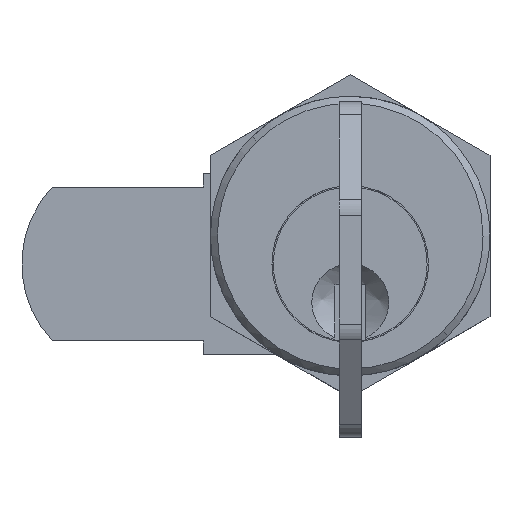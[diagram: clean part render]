
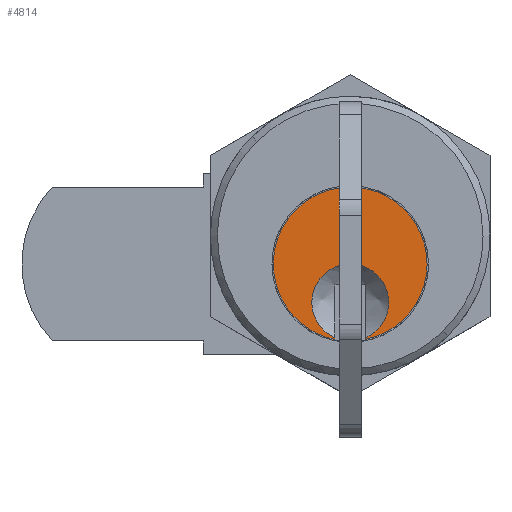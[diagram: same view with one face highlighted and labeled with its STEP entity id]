
A CAD part, front view. The second image highlights one B-rep face of the part: STEP entity #4814.
In plain terms, the highlighted free-form (B-spline) face has degree [1, 1] with [2, 2] control points.
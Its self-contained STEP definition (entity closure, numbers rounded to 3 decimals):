
#4324=CARTESIAN_POINT('',(0.0,-1.1,-7.27));
#4325=VERTEX_POINT('',#4324);
#4326=CARTESIAN_POINT('',(0.0,-0.6,-2.066));
#4327=VERTEX_POINT('',#4326);
#4328=CARTESIAN_POINT('',(0.0,-1.1,-7.27));
#4329=CARTESIAN_POINT('',(0.0,-1.364,-7.156));
#4330=CARTESIAN_POINT('',(0.0,-1.808,-6.871));
#4331=CARTESIAN_POINT('',(0.0,-2.333,-6.271));
#4332=CARTESIAN_POINT('',(0.0,-2.621,-5.663));
#4333=CARTESIAN_POINT('',(0.0,-2.741,-5.098));
#4334=CARTESIAN_POINT('',(0.0,-2.762,-4.594));
#4335=CARTESIAN_POINT('',(0.0,-2.689,-4.093));
#4336=CARTESIAN_POINT('',(0.0,-2.496,-3.549));
#4337=CARTESIAN_POINT('',(0.0,-2.223,-3.1));
#4338=CARTESIAN_POINT('',(0.0,-1.796,-2.635));
#4339=CARTESIAN_POINT('',(0.0,-1.272,-2.275));
#4340=CARTESIAN_POINT('',(0.0,-0.811,-2.113));
#4341=CARTESIAN_POINT('',(0.0,-0.6,-2.066));
#4342=B_SPLINE_CURVE_WITH_KNOTS('',3,(#4328,#4329,#4330,#4331,#4332,#4333,#4334,#4335,#4336,#4337,#4338,#4339,#4340,#4341),.UNSPECIFIED.,.F.,.U.,(4,1,1,1,1,1,1,1,1,1,1,4),(0.,0.863,1.564,2.373,2.858,3.29,3.883,4.368,5.015,5.447,6.256,6.903),.UNSPECIFIED.);
#4343=EDGE_CURVE('',#4325,#4327,#4342,.T.);
#4403=CARTESIAN_POINT('',(0.0,0.6,-2.066));
#4404=VERTEX_POINT('',#4403);
#4405=CARTESIAN_POINT('',(0.0,1.1,-7.27));
#4406=VERTEX_POINT('',#4405);
#4407=CARTESIAN_POINT('',(0.0,0.6,-2.066));
#4408=CARTESIAN_POINT('',(0.0,0.846,-2.121));
#4409=CARTESIAN_POINT('',(0.0,1.22,-2.261));
#4410=CARTESIAN_POINT('',(0.0,1.72,-2.583));
#4411=CARTESIAN_POINT('',(0.0,2.087,-2.932));
#4412=CARTESIAN_POINT('',(0.0,2.431,-3.418));
#4413=CARTESIAN_POINT('',(0.0,2.67,-3.986));
#4414=CARTESIAN_POINT('',(0.0,2.765,-4.594));
#4415=CARTESIAN_POINT('',(0.0,2.734,-5.207));
#4416=CARTESIAN_POINT('',(0.0,2.59,-5.731));
#4417=CARTESIAN_POINT('',(0.0,2.319,-6.261));
#4418=CARTESIAN_POINT('',(0.0,1.882,-6.815));
#4419=CARTESIAN_POINT('',(0.0,1.413,-7.134));
#4420=CARTESIAN_POINT('',(0.0,1.1,-7.27));
#4421=B_SPLINE_CURVE_WITH_KNOTS('',3,(#4407,#4408,#4409,#4410,#4411,#4412,#4413,#4414,#4415,#4416,#4417,#4418,#4419,#4420),.UNSPECIFIED.,.F.,.U.,(4,1,1,1,1,1,1,1,1,1,1,4),(0.,0.755,1.186,1.78,2.265,2.966,3.613,4.099,4.8,5.231,5.878,6.903),.UNSPECIFIED.);
#4422=EDGE_CURVE('',#4404,#4406,#4421,.T.);
#4555=CARTESIAN_POINT('',(0.0,0.6,1.0));
#4556=VERTEX_POINT('',#4555);
#4557=CARTESIAN_POINT('',(0.0,0.6,1.0));
#4558=CARTESIAN_POINT('',(0.0,0.6,-2.066));
#4559=QUASI_UNIFORM_CURVE('',1,(#4557,#4558),.UNSPECIFIED.,.F.,.U.);
#4560=EDGE_CURVE('',#4556,#4404,#4559,.T.);
#4584=CARTESIAN_POINT('',(0.0,-0.6,1.0));
#4585=VERTEX_POINT('',#4584);
#4586=CARTESIAN_POINT('',(0.0,-0.6,1.0));
#4587=CARTESIAN_POINT('',(0.0,0.6,1.0));
#4588=QUASI_UNIFORM_CURVE('',1,(#4586,#4587),.UNSPECIFIED.,.F.,.U.);
#4589=EDGE_CURVE('',#4585,#4556,#4588,.T.);
#4620=CARTESIAN_POINT('',(0.0,-0.6,-2.066));
#4621=CARTESIAN_POINT('',(0.0,-0.6,1.0));
#4622=QUASI_UNIFORM_CURVE('',1,(#4620,#4621),.UNSPECIFIED.,.F.,.U.);
#4623=EDGE_CURVE('',#4327,#4585,#4622,.T.);
#4663=CARTESIAN_POINT('',(0.0,1.1,-7.389));
#4664=VERTEX_POINT('',#4663);
#4665=CARTESIAN_POINT('',(0.0,1.1,-7.27));
#4666=CARTESIAN_POINT('',(0.0,1.1,-7.389));
#4667=QUASI_UNIFORM_CURVE('',1,(#4665,#4666),.UNSPECIFIED.,.F.,.U.);
#4668=EDGE_CURVE('',#4406,#4664,#4667,.T.);
#4710=CARTESIAN_POINT('',(0.0,-1.1,-7.389));
#4711=VERTEX_POINT('',#4710);
#4712=CARTESIAN_POINT('',(0.0,-1.1,-7.389));
#4713=CARTESIAN_POINT('',(0.0,-1.1,-7.27));
#4714=QUASI_UNIFORM_CURVE('',1,(#4712,#4713),.UNSPECIFIED.,.F.,.U.);
#4715=EDGE_CURVE('',#4711,#4325,#4714,.T.);
#4754=CARTESIAN_POINT('',(0.0,6.049,4.044));
#4755=CARTESIAN_POINT('',(0.0,-6.049,4.044));
#4756=CARTESIAN_POINT('',(0.0,6.049,-7.933));
#4757=CARTESIAN_POINT('',(0.0,-6.049,-7.933));
#4758=B_SPLINE_SURFACE_WITH_KNOTS('',1,1,((#4754,#4756),(#4755,#4757)),.UNSPECIFIED.,.F.,.F.,.U.,(2,2),(2,2),(0.0,12.099),(0.0,11.977),.UNSPECIFIED.);
#4759=ORIENTED_EDGE('',*,*,#4343,.F.);
#4760=ORIENTED_EDGE('',*,*,#4715,.F.);
#4761=CARTESIAN_POINT('',(0.0,0.,3.5));
#4762=VERTEX_POINT('',#4761);
#4763=CARTESIAN_POINT('',(0.0,-1.1,-7.389));
#4764=CARTESIAN_POINT('',(0.0,-1.43,-7.322));
#4765=CARTESIAN_POINT('',(0.0,-2.058,-7.132));
#4766=CARTESIAN_POINT('',(0.0,-2.943,-6.681));
#4767=CARTESIAN_POINT('',(0.0,-3.684,-6.118));
#4768=CARTESIAN_POINT('',(0.0,-4.436,-5.319));
#4769=CARTESIAN_POINT('',(0.0,-4.979,-4.431));
#4770=CARTESIAN_POINT('',(0.0,-5.339,-3.416));
#4771=CARTESIAN_POINT('',(0.0,-5.499,-2.543));
#4772=CARTESIAN_POINT('',(0.0,-5.514,-1.487));
#4773=CARTESIAN_POINT('',(0.0,-5.321,-0.465));
#4774=CARTESIAN_POINT('',(0.0,-4.897,0.571));
#4775=CARTESIAN_POINT('',(0.0,-4.382,1.372));
#4776=CARTESIAN_POINT('',(0.0,-3.648,2.16));
#4777=CARTESIAN_POINT('',(0.0,-2.827,2.761));
#4778=CARTESIAN_POINT('',(0.0,-1.867,3.202));
#4779=CARTESIAN_POINT('',(0.0,-0.947,3.445));
#4780=CARTESIAN_POINT('',(0.0,-0.316,3.5));
#4781=CARTESIAN_POINT('',(0.0,0.,3.5));
#4782=B_SPLINE_CURVE_WITH_KNOTS('',3,(#4763,#4764,#4765,#4766,#4767,#4768,#4769,#4770,#4771,#4772,#4773,#4774,#4775,#4776,#4777,#4778,#4779,#4780,#4781),.UNSPECIFIED.,.F.,.U.,(4,1,1,1,1,1,1,1,1,1,1,1,1,1,1,1,4),(0.,1.011,1.958,2.969,3.79,5.243,6.064,7.012,7.896,9.223,10.107,11.244,12.065,13.329,14.276,15.224,16.171),.UNSPECIFIED.);
#4783=EDGE_CURVE('',#4711,#4762,#4782,.T.);
#4784=ORIENTED_EDGE('',*,*,#4783,.T.);
#4785=CARTESIAN_POINT('',(0.0,0.,3.5));
#4786=CARTESIAN_POINT('',(0.0,0.547,3.5));
#4787=CARTESIAN_POINT('',(0.0,1.305,3.386));
#4788=CARTESIAN_POINT('',(0.0,2.472,2.952));
#4789=CARTESIAN_POINT('',(0.0,3.325,2.434));
#4790=CARTESIAN_POINT('',(0.0,4.046,1.751));
#4791=CARTESIAN_POINT('',(0.0,4.586,1.076));
#4792=CARTESIAN_POINT('',(0.0,5.028,0.305));
#4793=CARTESIAN_POINT('',(0.0,5.348,-0.613));
#4794=CARTESIAN_POINT('',(0.0,5.488,-1.425));
#4795=CARTESIAN_POINT('',(0.0,5.519,-2.415));
#4796=CARTESIAN_POINT('',(0.0,5.356,-3.443));
#4797=CARTESIAN_POINT('',(0.0,4.954,-4.444));
#4798=CARTESIAN_POINT('',(0.0,4.474,-5.239));
#4799=CARTESIAN_POINT('',(0.0,3.818,-6.014));
#4800=CARTESIAN_POINT('',(0.0,2.964,-6.677));
#4801=CARTESIAN_POINT('',(0.0,2.017,-7.146));
#4802=CARTESIAN_POINT('',(0.0,1.409,-7.326));
#4803=CARTESIAN_POINT('',(0.0,1.1,-7.389));
#4804=B_SPLINE_CURVE_WITH_KNOTS('',3,(#4785,#4786,#4787,#4788,#4789,#4790,#4791,#4792,#4793,#4794,#4795,#4796,#4797,#4798,#4799,#4800,#4801,#4802,#4803),.UNSPECIFIED.,.F.,.U.,(4,1,1,1,1,1,1,1,1,1,1,1,1,1,1,1,4),(0.,1.642,2.274,3.727,4.611,5.243,6.317,7.264,8.149,8.781,10.233,11.244,12.002,13.013,14.276,15.224,16.171),.UNSPECIFIED.);
#4805=EDGE_CURVE('',#4762,#4664,#4804,.T.);
#4806=ORIENTED_EDGE('',*,*,#4805,.T.);
#4807=ORIENTED_EDGE('',*,*,#4668,.F.);
#4808=ORIENTED_EDGE('',*,*,#4422,.F.);
#4809=ORIENTED_EDGE('',*,*,#4560,.F.);
#4810=ORIENTED_EDGE('',*,*,#4589,.F.);
#4811=ORIENTED_EDGE('',*,*,#4623,.F.);
#4812=EDGE_LOOP('',(#4759,#4760,#4784,#4806,#4807,#4808,#4809,#4810,#4811));
#4813=FACE_OUTER_BOUND('',#4812,.T.);
#4814=ADVANCED_FACE('',(#4813),#4758,.F.);
